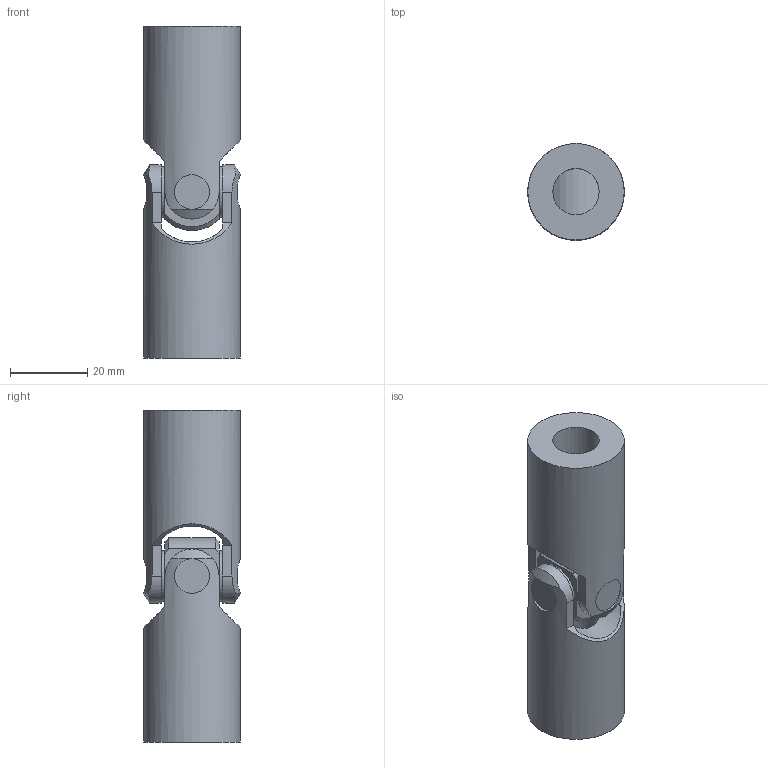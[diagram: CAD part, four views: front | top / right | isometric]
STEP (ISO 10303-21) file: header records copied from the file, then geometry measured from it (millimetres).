
FILE_DESCRIPTION(/* description */ ('Alibre Inc.'),/* implementation_level */ '2;1');
FILE_NAME(/* name */ 'export0',/* time_stamp */ '2012-08-13T16:43:56+02:00',/* author */ (''),/* organization */ (''),/* preprocessor_version */ 'ST-DEVELOPER v12',/* originating_system */ 'Alibre',/* authorisation */ '');
FILE_SCHEMA (('CONFIG_CONTROL_DESIGN'));
Length unit declared in the file: centimetre
Products named in the file (4): ID_1
Bounding box: 25 x 25 x 86 mm (x, y, z)
Volume: 31342.7 mm3; surface area: 12782.7 mm2
Topology: 3 solids, 3 shells, 62 faces, 158 edges, 106 vertices
Faces by surface type: plane 30, cylinder 24, cone 8
Full cylindrical faces by diameter (mm): 9 x4, 9.06 x4, 12 x2, 13 x4, 25 x2
Entity records: 2302 total; most frequent: CARTESIAN_POINT 621, ORIENTED_EDGE 268, DIRECTION 224, EDGE_CURVE 134, AXIS2_PLACEMENT_3D 103, VERTEX_POINT 98, EDGE_LOOP 94, FACE_BOUND 94
